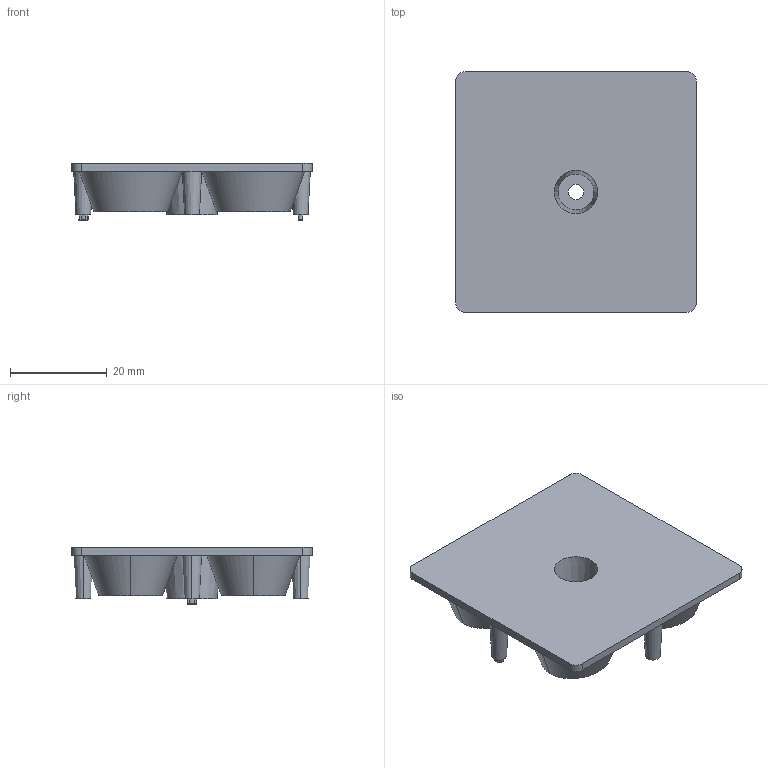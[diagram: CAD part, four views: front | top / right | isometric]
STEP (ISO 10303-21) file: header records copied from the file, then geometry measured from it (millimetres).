
FILE_DESCRIPTION (( 'STEP AP203' ), '1' );
FILE_NAME ('L207-0419_QCD5050-0419-T1VS-C-KH.STP', '2022-11-04T03:41:21', ( 'Windows 蚚誧' ), ( '' ), 'SwSTEP 2.0', 'SolidWorks 2019', '' );
FILE_SCHEMA (( 'CONFIG_CONTROL_DESIGN' ));
Length unit declared in the file: millimetre
Products named in the file (1): L207-0419_QCD5050-0419-T1VS-C-KH
Bounding box: 49.8 x 49.8 x 11.9 mm (x, y, z)
Volume: 12506.1 mm3; surface area: 7620.9 mm2
Topology: 1 solids, 1 shells, 147 faces, 361 edges, 241 vertices
Faces by surface type: plane 73, bspline 37, cone 21, cylinder 16
Entity records: 7107 total; most frequent: CARTESIAN_POINT 3814, ORIENTED_EDGE 722, DIRECTION 541, EDGE_CURVE 361, VERTEX_POINT 241, LINE 183, VECTOR 183, AXIS2_PLACEMENT_3D 179
